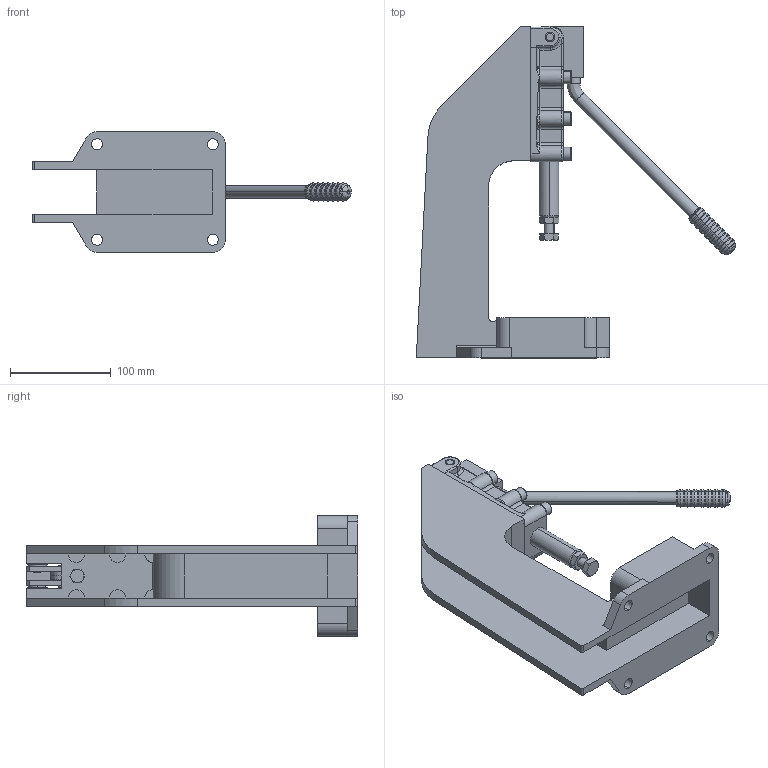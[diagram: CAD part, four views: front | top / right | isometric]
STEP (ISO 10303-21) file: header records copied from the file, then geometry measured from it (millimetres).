
FILE_DESCRIPTION (( 'STEP AP203' ), '1' );
FILE_NAME ('P1200PR.STEP', '2016-11-24T13:38:15', ( '' ), ( '' ), 'SwSTEP 2.0', 'SolidWorks 2016', '' );
FILE_SCHEMA (( 'CONFIG_CONTROL_DESIGN' ));
Length unit declared in the file: millimetre
Products named in the file (8): hex bolt gradec_bsii_BS EN 24016 - M10 x 50 x 50-WN; P1200PR; P1200FR-Machining-702-02; P1200L; hex screw gradec_bsi_BS EN 24018 - M8 x 30-WN; hex nut gradec_bsi2_BS EN 24034 - M8 - N; socket head cap screw_bsi_BS EN ISO 4762 M8 x 45 - 45N; P1200L-BODY
Assembly tree (12 placements, depth 3):
  P1200PR
    P1200FR-Machining-702-02
    P1200L
      P1200L-BODY
      hex bolt gradec_bsii_BS EN 24016 - M10 x 50 x 50-WN
    hex screw gradec_bsi_BS EN 24018 - M8 x 30-WN
    hex nut gradec_bsi2_BS EN 24034 - M8 - N
    socket head cap screw_bsi_BS EN ISO 4762 M8 x 45 - 45N  x6
Bounding box: 317.41 x 330 x 120 mm (x, y, z)
Volume: 1118428.2 mm3; surface area: 286656 mm2
Topology: 26 solids, 26 shells, 723 faces, 1717 edges, 1037 vertices
Faces by surface type: plane 270, cylinder 234, bspline 101, cone 94, torus 24
Entity records: 24780 total; most frequent: CARTESIAN_POINT 10229, DIRECTION 2894, ORIENTED_EDGE 2818, EDGE_CURVE 1409, AXIS2_PLACEMENT_3D 1153, VERTEX_POINT 872, EDGE_LOOP 663, CIRCLE 650
